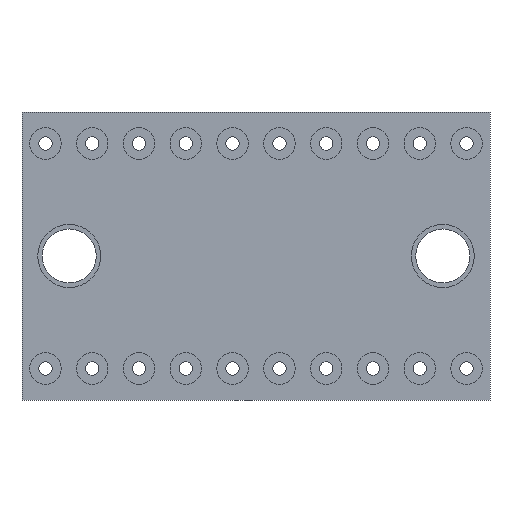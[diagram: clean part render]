
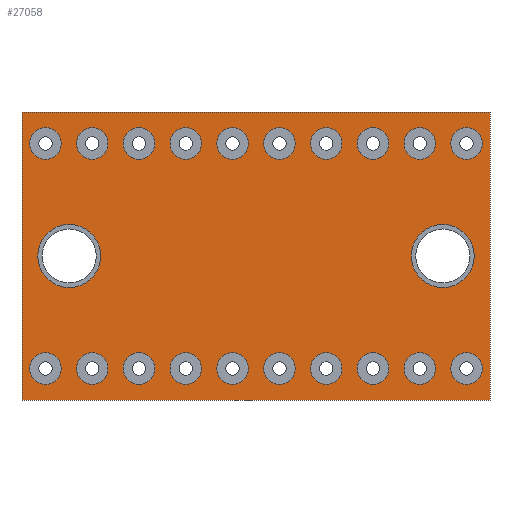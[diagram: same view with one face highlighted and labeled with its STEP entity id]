
A CAD part, front view. The second image highlights one B-rep face of the part: STEP entity #27058.
In plain terms, the highlighted planar face has unit normal (0, -1, 0).
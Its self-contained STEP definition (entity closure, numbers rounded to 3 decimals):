
#2430=FACE_BOUND('',#4919,.T.);
#2431=FACE_BOUND('',#4920,.T.);
#2432=FACE_BOUND('',#4921,.T.);
#2433=FACE_BOUND('',#4922,.T.);
#2434=FACE_BOUND('',#4923,.T.);
#2435=FACE_BOUND('',#4924,.T.);
#2436=FACE_BOUND('',#4925,.T.);
#2437=FACE_BOUND('',#4926,.T.);
#2438=FACE_BOUND('',#4927,.T.);
#2439=FACE_BOUND('',#4928,.T.);
#2440=FACE_BOUND('',#4929,.T.);
#2441=FACE_BOUND('',#4930,.T.);
#2442=FACE_BOUND('',#4931,.T.);
#2443=FACE_BOUND('',#4932,.T.);
#2444=FACE_BOUND('',#4933,.T.);
#2445=FACE_BOUND('',#4934,.T.);
#2446=FACE_BOUND('',#4935,.T.);
#2447=FACE_BOUND('',#4936,.T.);
#2448=FACE_BOUND('',#4937,.T.);
#2449=FACE_BOUND('',#4938,.T.);
#2450=FACE_BOUND('',#4939,.T.);
#2451=FACE_BOUND('',#4940,.T.);
#2593=PLANE('',#28781);
#3325=FACE_OUTER_BOUND('',#4918,.T.);
#4918=EDGE_LOOP('',(#18749,#18750,#18751,#18752));
#4919=EDGE_LOOP('',(#18753));
#4920=EDGE_LOOP('',(#18754));
#4921=EDGE_LOOP('',(#18755));
#4922=EDGE_LOOP('',(#18756));
#4923=EDGE_LOOP('',(#18757));
#4924=EDGE_LOOP('',(#18758));
#4925=EDGE_LOOP('',(#18759));
#4926=EDGE_LOOP('',(#18760));
#4927=EDGE_LOOP('',(#18761));
#4928=EDGE_LOOP('',(#18762));
#4929=EDGE_LOOP('',(#18763));
#4930=EDGE_LOOP('',(#18764));
#4931=EDGE_LOOP('',(#18765));
#4932=EDGE_LOOP('',(#18766));
#4933=EDGE_LOOP('',(#18767));
#4934=EDGE_LOOP('',(#18768));
#4935=EDGE_LOOP('',(#18769));
#4936=EDGE_LOOP('',(#18770));
#4937=EDGE_LOOP('',(#18771));
#4938=EDGE_LOOP('',(#18772));
#4939=EDGE_LOOP('',(#18773));
#4940=EDGE_LOOP('',(#18774));
#6642=LINE('',#34533,#9063);
#6646=LINE('',#34541,#9067);
#6649=LINE('',#34547,#9070);
#6652=LINE('',#34552,#9073);
#9063=VECTOR('',#29956,10.);
#9067=VECTOR('',#29962,10.);
#9070=VECTOR('',#29967,10.);
#9073=VECTOR('',#29972,10.);
#11463=CIRCLE('',#28712,0.875);
#11465=CIRCLE('',#28715,0.875);
#11467=CIRCLE('',#28718,0.875);
#11469=CIRCLE('',#28721,0.875);
#11471=CIRCLE('',#28724,0.875);
#11473=CIRCLE('',#28727,0.875);
#11475=CIRCLE('',#28730,0.875);
#11477=CIRCLE('',#28733,0.875);
#11479=CIRCLE('',#28736,0.875);
#11481=CIRCLE('',#28739,0.875);
#11483=CIRCLE('',#28742,0.875);
#11485=CIRCLE('',#28745,0.875);
#11487=CIRCLE('',#28748,0.875);
#11489=CIRCLE('',#28751,0.875);
#11491=CIRCLE('',#28754,0.875);
#11493=CIRCLE('',#28757,0.875);
#11495=CIRCLE('',#28760,1.75);
#11497=CIRCLE('',#28763,1.75);
#11499=CIRCLE('',#28766,0.875);
#11501=CIRCLE('',#28769,0.875);
#11503=CIRCLE('',#28772,0.875);
#11505=CIRCLE('',#28775,0.875);
#11715=VERTEX_POINT('',#34401);
#11717=VERTEX_POINT('',#34407);
#11719=VERTEX_POINT('',#34413);
#11721=VERTEX_POINT('',#34419);
#11723=VERTEX_POINT('',#34425);
#11725=VERTEX_POINT('',#34431);
#11727=VERTEX_POINT('',#34437);
#11729=VERTEX_POINT('',#34443);
#11731=VERTEX_POINT('',#34449);
#11733=VERTEX_POINT('',#34455);
#11735=VERTEX_POINT('',#34461);
#11737=VERTEX_POINT('',#34467);
#11739=VERTEX_POINT('',#34473);
#11741=VERTEX_POINT('',#34479);
#11743=VERTEX_POINT('',#34485);
#11745=VERTEX_POINT('',#34491);
#11747=VERTEX_POINT('',#34497);
#11749=VERTEX_POINT('',#34503);
#11751=VERTEX_POINT('',#34509);
#11753=VERTEX_POINT('',#34515);
#11755=VERTEX_POINT('',#34521);
#11757=VERTEX_POINT('',#34527);
#11758=VERTEX_POINT('',#34531);
#11759=VERTEX_POINT('',#34532);
#11762=VERTEX_POINT('',#34540);
#11764=VERTEX_POINT('',#34546);
#14478=EDGE_CURVE('',#11715,#11715,#11463,.T.);
#14481=EDGE_CURVE('',#11717,#11717,#11465,.T.);
#14484=EDGE_CURVE('',#11719,#11719,#11467,.T.);
#14487=EDGE_CURVE('',#11721,#11721,#11469,.T.);
#14490=EDGE_CURVE('',#11723,#11723,#11471,.T.);
#14493=EDGE_CURVE('',#11725,#11725,#11473,.T.);
#14496=EDGE_CURVE('',#11727,#11727,#11475,.T.);
#14499=EDGE_CURVE('',#11729,#11729,#11477,.T.);
#14502=EDGE_CURVE('',#11731,#11731,#11479,.T.);
#14505=EDGE_CURVE('',#11733,#11733,#11481,.T.);
#14508=EDGE_CURVE('',#11735,#11735,#11483,.T.);
#14511=EDGE_CURVE('',#11737,#11737,#11485,.T.);
#14514=EDGE_CURVE('',#11739,#11739,#11487,.T.);
#14517=EDGE_CURVE('',#11741,#11741,#11489,.T.);
#14520=EDGE_CURVE('',#11743,#11743,#11491,.T.);
#14523=EDGE_CURVE('',#11745,#11745,#11493,.T.);
#14526=EDGE_CURVE('',#11747,#11747,#11495,.T.);
#14529=EDGE_CURVE('',#11749,#11749,#11497,.T.);
#14532=EDGE_CURVE('',#11751,#11751,#11499,.T.);
#14535=EDGE_CURVE('',#11753,#11753,#11501,.T.);
#14538=EDGE_CURVE('',#11755,#11755,#11503,.T.);
#14541=EDGE_CURVE('',#11757,#11757,#11505,.T.);
#14542=EDGE_CURVE('',#11758,#11759,#6642,.T.);
#14546=EDGE_CURVE('',#11759,#11762,#6646,.T.);
#14549=EDGE_CURVE('',#11762,#11764,#6649,.T.);
#14552=EDGE_CURVE('',#11764,#11758,#6652,.T.);
#18749=ORIENTED_EDGE('',*,*,#14552,.T.);
#18750=ORIENTED_EDGE('',*,*,#14542,.T.);
#18751=ORIENTED_EDGE('',*,*,#14546,.T.);
#18752=ORIENTED_EDGE('',*,*,#14549,.T.);
#18753=ORIENTED_EDGE('',*,*,#14541,.F.);
#18754=ORIENTED_EDGE('',*,*,#14538,.F.);
#18755=ORIENTED_EDGE('',*,*,#14535,.F.);
#18756=ORIENTED_EDGE('',*,*,#14532,.F.);
#18757=ORIENTED_EDGE('',*,*,#14529,.F.);
#18758=ORIENTED_EDGE('',*,*,#14526,.F.);
#18759=ORIENTED_EDGE('',*,*,#14523,.F.);
#18760=ORIENTED_EDGE('',*,*,#14520,.F.);
#18761=ORIENTED_EDGE('',*,*,#14517,.F.);
#18762=ORIENTED_EDGE('',*,*,#14514,.F.);
#18763=ORIENTED_EDGE('',*,*,#14511,.F.);
#18764=ORIENTED_EDGE('',*,*,#14508,.F.);
#18765=ORIENTED_EDGE('',*,*,#14505,.F.);
#18766=ORIENTED_EDGE('',*,*,#14502,.F.);
#18767=ORIENTED_EDGE('',*,*,#14499,.F.);
#18768=ORIENTED_EDGE('',*,*,#14496,.F.);
#18769=ORIENTED_EDGE('',*,*,#14493,.F.);
#18770=ORIENTED_EDGE('',*,*,#14490,.F.);
#18771=ORIENTED_EDGE('',*,*,#14487,.F.);
#18772=ORIENTED_EDGE('',*,*,#14484,.F.);
#18773=ORIENTED_EDGE('',*,*,#14481,.F.);
#18774=ORIENTED_EDGE('',*,*,#14478,.F.);
#27058=ADVANCED_FACE('',(#3325,#2430,#2431,#2432,#2433,#2434,#2435,#2436,
#2437,#2438,#2439,#2440,#2441,#2442,#2443,#2444,#2445,#2446,#2447,#2448,
#2449,#2450,#2451),#2593,.F.);
#28712=AXIS2_PLACEMENT_3D('',#34403,#29805,#29806);
#28715=AXIS2_PLACEMENT_3D('',#34409,#29812,#29813);
#28718=AXIS2_PLACEMENT_3D('',#34415,#29819,#29820);
#28721=AXIS2_PLACEMENT_3D('',#34421,#29826,#29827);
#28724=AXIS2_PLACEMENT_3D('',#34427,#29833,#29834);
#28727=AXIS2_PLACEMENT_3D('',#34433,#29840,#29841);
#28730=AXIS2_PLACEMENT_3D('',#34439,#29847,#29848);
#28733=AXIS2_PLACEMENT_3D('',#34445,#29854,#29855);
#28736=AXIS2_PLACEMENT_3D('',#34451,#29861,#29862);
#28739=AXIS2_PLACEMENT_3D('',#34457,#29868,#29869);
#28742=AXIS2_PLACEMENT_3D('',#34463,#29875,#29876);
#28745=AXIS2_PLACEMENT_3D('',#34469,#29882,#29883);
#28748=AXIS2_PLACEMENT_3D('',#34475,#29889,#29890);
#28751=AXIS2_PLACEMENT_3D('',#34481,#29896,#29897);
#28754=AXIS2_PLACEMENT_3D('',#34487,#29903,#29904);
#28757=AXIS2_PLACEMENT_3D('',#34493,#29910,#29911);
#28760=AXIS2_PLACEMENT_3D('',#34499,#29917,#29918);
#28763=AXIS2_PLACEMENT_3D('',#34505,#29924,#29925);
#28766=AXIS2_PLACEMENT_3D('',#34511,#29931,#29932);
#28769=AXIS2_PLACEMENT_3D('',#34517,#29938,#29939);
#28772=AXIS2_PLACEMENT_3D('',#34523,#29945,#29946);
#28775=AXIS2_PLACEMENT_3D('',#34529,#29952,#29953);
#28781=AXIS2_PLACEMENT_3D('',#34555,#29976,#29977);
#29805=DIRECTION('center_axis',(0.,-1.,0.));
#29806=DIRECTION('ref_axis',(1.,0.,0.));
#29812=DIRECTION('center_axis',(0.,-1.,0.));
#29813=DIRECTION('ref_axis',(1.,0.,0.));
#29819=DIRECTION('center_axis',(0.,-1.,0.));
#29820=DIRECTION('ref_axis',(1.,0.,0.));
#29826=DIRECTION('center_axis',(0.,-1.,0.));
#29827=DIRECTION('ref_axis',(1.,0.,0.));
#29833=DIRECTION('center_axis',(0.,-1.,0.));
#29834=DIRECTION('ref_axis',(1.,0.,0.));
#29840=DIRECTION('center_axis',(0.,-1.,0.));
#29841=DIRECTION('ref_axis',(1.,0.,0.));
#29847=DIRECTION('center_axis',(0.,-1.,0.));
#29848=DIRECTION('ref_axis',(1.,0.,0.));
#29854=DIRECTION('center_axis',(0.,-1.,0.));
#29855=DIRECTION('ref_axis',(1.,0.,0.));
#29861=DIRECTION('center_axis',(0.,-1.,0.));
#29862=DIRECTION('ref_axis',(1.,0.,0.));
#29868=DIRECTION('center_axis',(0.,-1.,0.));
#29869=DIRECTION('ref_axis',(1.,0.,0.));
#29875=DIRECTION('center_axis',(0.,-1.,0.));
#29876=DIRECTION('ref_axis',(1.,0.,0.));
#29882=DIRECTION('center_axis',(0.,-1.,0.));
#29883=DIRECTION('ref_axis',(1.,0.,0.));
#29889=DIRECTION('center_axis',(0.,-1.,0.));
#29890=DIRECTION('ref_axis',(1.,0.,0.));
#29896=DIRECTION('center_axis',(0.,-1.,0.));
#29897=DIRECTION('ref_axis',(1.,0.,0.));
#29903=DIRECTION('center_axis',(0.,-1.,0.));
#29904=DIRECTION('ref_axis',(1.,0.,0.));
#29910=DIRECTION('center_axis',(0.,-1.,0.));
#29911=DIRECTION('ref_axis',(1.,0.,0.));
#29917=DIRECTION('center_axis',(0.,-1.,0.));
#29918=DIRECTION('ref_axis',(1.,0.,0.));
#29924=DIRECTION('center_axis',(0.,-1.,0.));
#29925=DIRECTION('ref_axis',(1.,0.,0.));
#29931=DIRECTION('center_axis',(0.,-1.,0.));
#29932=DIRECTION('ref_axis',(1.,0.,0.));
#29938=DIRECTION('center_axis',(0.,-1.,0.));
#29939=DIRECTION('ref_axis',(1.,0.,0.));
#29945=DIRECTION('center_axis',(0.,-1.,0.));
#29946=DIRECTION('ref_axis',(1.,0.,0.));
#29952=DIRECTION('center_axis',(0.,-1.,0.));
#29953=DIRECTION('ref_axis',(1.,0.,0.));
#29956=DIRECTION('',(0.,0.,-1.));
#29962=DIRECTION('',(1.,0.,0.));
#29967=DIRECTION('',(0.,0.,1.));
#29972=DIRECTION('',(-1.,0.,0.));
#29976=DIRECTION('center_axis',(0.,1.,0.));
#29977=DIRECTION('ref_axis',(1.,0.,0.));
#34401=CARTESIAN_POINT('',(0.425,0.,1.75));
#34403=CARTESIAN_POINT('Origin',(1.3,0.,1.75));
#34407=CARTESIAN_POINT('',(3.025,0.,1.75));
#34409=CARTESIAN_POINT('Origin',(3.9,0.,1.75));
#34413=CARTESIAN_POINT('',(5.625,0.,1.75));
#34415=CARTESIAN_POINT('Origin',(6.5,0.,1.75));
#34419=CARTESIAN_POINT('',(8.225,0.,1.75));
#34421=CARTESIAN_POINT('Origin',(9.1,0.,1.75));
#34425=CARTESIAN_POINT('',(10.825,0.,1.75));
#34427=CARTESIAN_POINT('Origin',(11.7,0.,1.75));
#34431=CARTESIAN_POINT('',(13.425,0.,1.75));
#34433=CARTESIAN_POINT('Origin',(14.3,0.,1.75));
#34437=CARTESIAN_POINT('',(16.025,0.,1.75));
#34439=CARTESIAN_POINT('Origin',(16.9,0.,1.75));
#34443=CARTESIAN_POINT('',(18.625,0.,1.75));
#34445=CARTESIAN_POINT('Origin',(19.5,0.,1.75));
#34449=CARTESIAN_POINT('',(21.225,0.,1.75));
#34451=CARTESIAN_POINT('Origin',(22.1,0.,1.75));
#34455=CARTESIAN_POINT('',(23.825,0.,1.75));
#34457=CARTESIAN_POINT('Origin',(24.7,0.,1.75));
#34461=CARTESIAN_POINT('',(16.025,0.,14.25));
#34463=CARTESIAN_POINT('Origin',(16.9,0.,14.25));
#34467=CARTESIAN_POINT('',(13.425,0.,14.25));
#34469=CARTESIAN_POINT('Origin',(14.3,0.,14.25));
#34473=CARTESIAN_POINT('',(10.825,0.,14.25));
#34475=CARTESIAN_POINT('Origin',(11.7,0.,14.25));
#34479=CARTESIAN_POINT('',(8.225,0.,14.25));
#34481=CARTESIAN_POINT('Origin',(9.1,0.,14.25));
#34485=CARTESIAN_POINT('',(5.625,0.,14.25));
#34487=CARTESIAN_POINT('Origin',(6.5,0.,14.25));
#34491=CARTESIAN_POINT('',(3.025,0.,14.25));
#34493=CARTESIAN_POINT('Origin',(3.9,0.,14.25));
#34497=CARTESIAN_POINT('',(0.875,0.,8.));
#34499=CARTESIAN_POINT('Origin',(2.625,0.,8.));
#34503=CARTESIAN_POINT('',(21.625,0.,8.));
#34505=CARTESIAN_POINT('Origin',(23.375,0.,8.));
#34509=CARTESIAN_POINT('',(23.825,0.,14.25));
#34511=CARTESIAN_POINT('Origin',(24.7,0.,14.25));
#34515=CARTESIAN_POINT('',(21.225,0.,14.25));
#34517=CARTESIAN_POINT('Origin',(22.1,0.,14.25));
#34521=CARTESIAN_POINT('',(18.625,0.,14.25));
#34523=CARTESIAN_POINT('Origin',(19.5,0.,14.25));
#34527=CARTESIAN_POINT('',(0.425,0.,14.25));
#34529=CARTESIAN_POINT('Origin',(1.3,0.,14.25));
#34531=CARTESIAN_POINT('',(0.,0.,16.));
#34532=CARTESIAN_POINT('',(0.,0.,0.));
#34533=CARTESIAN_POINT('',(0.,0.,16.));
#34540=CARTESIAN_POINT('',(26.,0.,0.));
#34541=CARTESIAN_POINT('',(0.,0.,0.));
#34546=CARTESIAN_POINT('',(26.,0.,16.));
#34547=CARTESIAN_POINT('',(26.,0.,0.));
#34552=CARTESIAN_POINT('',(26.,0.,16.));
#34555=CARTESIAN_POINT('Origin',(13.,0.,8.));
